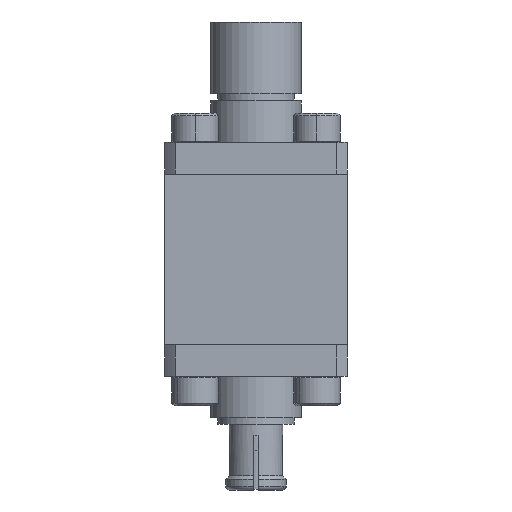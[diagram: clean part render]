
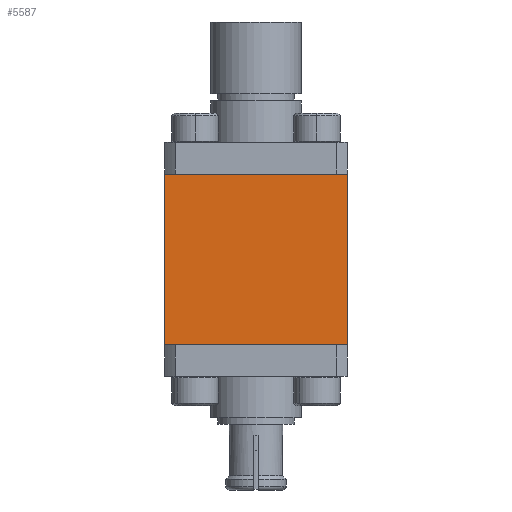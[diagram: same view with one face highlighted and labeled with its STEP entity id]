
A CAD part, left-side view. The second image highlights one B-rep face of the part: STEP entity #5587.
In plain terms, the highlighted planar face has unit normal (-1, 0, 0).
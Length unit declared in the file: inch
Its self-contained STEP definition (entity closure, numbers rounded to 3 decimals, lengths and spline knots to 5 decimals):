
#59 = DIRECTION ( 'NONE',  ( 0., -1., 0. ) ) ;
#155 = ORIENTED_EDGE ( 'NONE', *, *, #10344, .T. ) ;
#157 = LINE ( 'NONE', #8226, #3145 ) ;
#226 = CARTESIAN_POINT ( 'NONE',  ( 0., 0.375, 0. ) ) ;
#237 = VERTEX_POINT ( 'NONE', #3675 ) ;
#895 = DIRECTION ( 'NONE',  ( -1., 0., 0. ) ) ;
#1051 = CARTESIAN_POINT ( 'NONE',  ( 0., 0., -0.35 ) ) ;
#1889 = DIRECTION ( 'NONE',  ( 0., 0., 1. ) ) ;
#2842 = FACE_OUTER_BOUND ( 'NONE', #12834, .T. ) ;
#2933 = LINE ( 'NONE', #11882, #6266 ) ;
#3137 = LINE ( 'NONE', #7207, #5890 ) ;
#3145 = VECTOR ( 'NONE', #7237, 39.37008 ) ;
#3675 = CARTESIAN_POINT ( 'NONE',  ( 0., 0., 0. ) ) ;
#4070 = AXIS2_PLACEMENT_3D ( 'NONE', #6780, #895, #1889 ) ;
#4445 = ORIENTED_EDGE ( 'NONE', *, *, #6524, .F. ) ;
#4844 = PLANE ( 'NONE',  #4070 ) ;
#5532 = DIRECTION ( 'NONE',  ( 0., 0., 1. ) ) ;
#5587 = ADVANCED_FACE ( 'NONE', ( #2842 ), #4844, .T. ) ;
#5890 = VECTOR ( 'NONE', #5532, 39.37008 ) ;
#6266 = VECTOR ( 'NONE', #12016, 39.37008 ) ;
#6524 = EDGE_CURVE ( 'NONE', #11333, #237, #2933, .T. ) ;
#6780 = CARTESIAN_POINT ( 'NONE',  ( 0., 0., -0.35 ) ) ;
#7207 = CARTESIAN_POINT ( 'NONE',  ( 0., 0.375, -0.35 ) ) ;
#7237 = DIRECTION ( 'NONE',  ( 0., 0., 1. ) ) ;
#7475 = VERTEX_POINT ( 'NONE', #8895 ) ;
#8198 = LINE ( 'NONE', #1051, #12094 ) ;
#8226 = CARTESIAN_POINT ( 'NONE',  ( 0., 0., -0.35 ) ) ;
#8450 = EDGE_CURVE ( 'NONE', #7475, #237, #157, .T. ) ;
#8895 = CARTESIAN_POINT ( 'NONE',  ( 0., 0., -0.35 ) ) ;
#9243 = ORIENTED_EDGE ( 'NONE', *, *, #8450, .T. ) ;
#10344 = EDGE_CURVE ( 'NONE', #12982, #7475, #8198, .T. ) ;
#10349 = EDGE_CURVE ( 'NONE', #12982, #11333, #3137, .T. ) ;
#10499 = ORIENTED_EDGE ( 'NONE', *, *, #10349, .F. ) ;
#11333 = VERTEX_POINT ( 'NONE', #226 ) ;
#11882 = CARTESIAN_POINT ( 'NONE',  ( 0., 0., 0. ) ) ;
#12016 = DIRECTION ( 'NONE',  ( 0., -1., 0. ) ) ;
#12091 = CARTESIAN_POINT ( 'NONE',  ( 0., 0.375, -0.35 ) ) ;
#12094 = VECTOR ( 'NONE', #59, 39.37008 ) ;
#12834 = EDGE_LOOP ( 'NONE', ( #4445, #10499, #155, #9243 ) ) ;
#12982 = VERTEX_POINT ( 'NONE', #12091 ) ;
